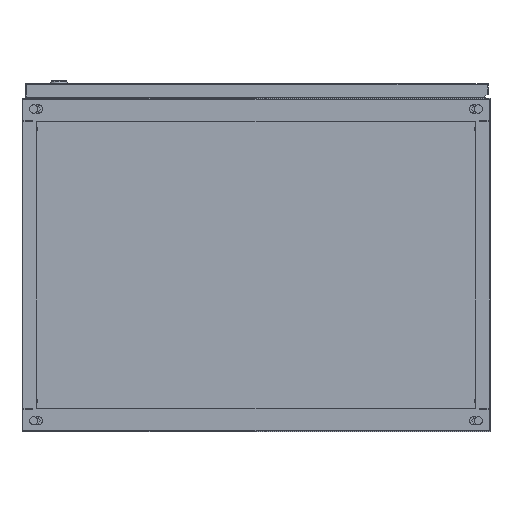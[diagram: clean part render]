
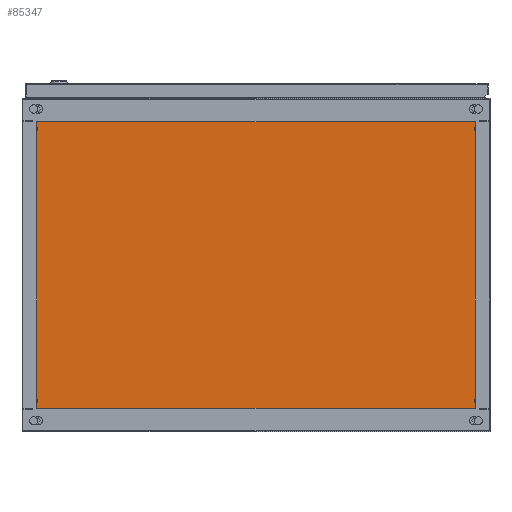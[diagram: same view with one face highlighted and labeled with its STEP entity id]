
A CAD part, front view. The second image highlights one B-rep face of the part: STEP entity #85347.
In plain terms, the highlighted planar face has unit normal (0, -1, 0).
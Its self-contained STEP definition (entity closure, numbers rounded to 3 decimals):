
#4137 = CARTESIAN_POINT ( 'NONE',  ( -375., 1999., -245. ) ) ;
#4998 = DIRECTION ( 'NONE',  ( -1., 0., 0. ) ) ;
#5962 = LINE ( 'NONE', #14637, #93570 ) ;
#9958 = VECTOR ( 'NONE', #4998, 1000. ) ;
#11250 = ORIENTED_EDGE ( 'NONE', *, *, #24622, .F. ) ;
#12638 = LINE ( 'NONE', #4137, #9958 ) ;
#13539 = AXIS2_PLACEMENT_3D ( 'NONE', #32915, #41527, #100395 ) ;
#14637 = CARTESIAN_POINT ( 'NONE',  ( 375., 1999., -245. ) ) ;
#15395 = DIRECTION ( 'NONE',  ( 0., 0., -1. ) ) ;
#16435 = ORIENTED_EDGE ( 'NONE', *, *, #24450, .F. ) ;
#19537 = EDGE_LOOP ( 'NONE', ( #78258, #11250, #16435, #79975 ) ) ;
#23456 = EDGE_CURVE ( 'NONE', #31840, #67771, #75513, .T. ) ;
#23950 = EDGE_CURVE ( 'NONE', #67771, #41405, #75537, .T. ) ;
#24450 = EDGE_CURVE ( 'NONE', #41405, #25222, #5962, .T. ) ;
#24622 = EDGE_CURVE ( 'NONE', #25222, #31840, #12638, .T. ) ;
#25222 = VERTEX_POINT ( 'NONE', #29763 ) ;
#29763 = CARTESIAN_POINT ( 'NONE',  ( 375., 1999., -245. ) ) ;
#31840 = VERTEX_POINT ( 'NONE', #59157 ) ;
#32915 = CARTESIAN_POINT ( 'NONE',  ( 0., 1999., 0. ) ) ;
#41405 = VERTEX_POINT ( 'NONE', #72401 ) ;
#41527 = DIRECTION ( 'NONE',  ( 0., 1., 0. ) ) ;
#47111 = DIRECTION ( 'NONE',  ( 1., 0., 0. ) ) ;
#47630 = CARTESIAN_POINT ( 'NONE',  ( -375., 1999., 245. ) ) ;
#47699 = VECTOR ( 'NONE', #47111, 1000. ) ;
#54956 = FACE_OUTER_BOUND ( 'NONE', #19537, .T. ) ;
#59157 = CARTESIAN_POINT ( 'NONE',  ( -375., 1999., -245. ) ) ;
#67771 = VERTEX_POINT ( 'NONE', #80661 ) ;
#72401 = CARTESIAN_POINT ( 'NONE',  ( 375., 1999., 245. ) ) ;
#75513 = LINE ( 'NONE', #76094, #78162 ) ;
#75537 = LINE ( 'NONE', #47630, #47699 ) ;
#75750 = DIRECTION ( 'NONE',  ( 0., 0., 1. ) ) ;
#76094 = CARTESIAN_POINT ( 'NONE',  ( -375., 1999., -245. ) ) ;
#78162 = VECTOR ( 'NONE', #75750, 1000. ) ;
#78258 = ORIENTED_EDGE ( 'NONE', *, *, #23456, .F. ) ;
#79975 = ORIENTED_EDGE ( 'NONE', *, *, #23950, .F. ) ;
#80661 = CARTESIAN_POINT ( 'NONE',  ( -375., 1999., 245. ) ) ;
#83740 = PLANE ( 'NONE',  #13539 ) ;
#85347 = ADVANCED_FACE ( 'NONE', ( #54956 ), #83740, .F. ) ;
#93570 = VECTOR ( 'NONE', #15395, 1000. ) ;
#100395 = DIRECTION ( 'NONE',  ( 0., 0., 1. ) ) ;
